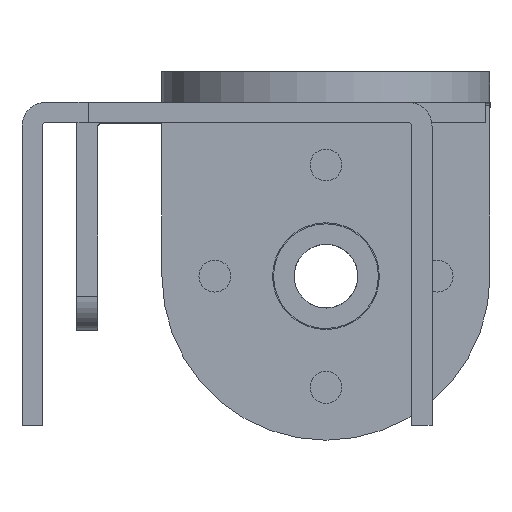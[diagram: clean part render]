
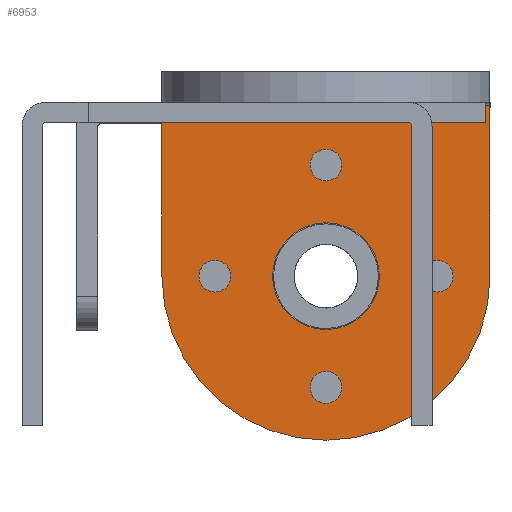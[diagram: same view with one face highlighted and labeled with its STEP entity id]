
A CAD part, front view. The second image highlights one B-rep face of the part: STEP entity #6953.
In plain terms, the highlighted face is planar.
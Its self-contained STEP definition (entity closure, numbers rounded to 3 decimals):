
#92 = EDGE_CURVE ( 'NONE', #5448, #2649, #7385, .T. ) ;
#140 = VECTOR ( 'NONE', #2789, 1000. ) ;
#159 = DIRECTION ( 'NONE',  ( 0., 0., -1. ) ) ;
#193 = FACE_BOUND ( 'NONE', #3520, .T. ) ;
#224 = CARTESIAN_POINT ( 'NONE',  ( -2.286, 6.985, 0. ) ) ;
#249 = ORIENTED_EDGE ( 'NONE', *, *, #6867, .T. ) ;
#285 = EDGE_LOOP ( 'NONE', ( #807, #2230, #4356, #7169 ) ) ;
#431 = CIRCLE ( 'NONE', #1482, 1.194 ) ;
#474 = AXIS2_PLACEMENT_3D ( 'NONE', #1852, #3099, #3686 ) ;
#648 = ORIENTED_EDGE ( 'NONE', *, *, #4632, .T. ) ;
#671 = DIRECTION ( 'NONE',  ( 0., 0., -1. ) ) ;
#676 = CIRCLE ( 'NONE', #6621, 1.194 ) ;
#807 = ORIENTED_EDGE ( 'NONE', *, *, #92, .F. ) ;
#876 = VERTEX_POINT ( 'NONE', #7817 ) ;
#1018 = VERTEX_POINT ( 'NONE', #8020 ) ;
#1026 = VERTEX_POINT ( 'NONE', #2367 ) ;
#1059 = ORIENTED_EDGE ( 'NONE', *, *, #7286, .T. ) ;
#1113 = DIRECTION ( 'NONE',  ( 0., 0., -1. ) ) ;
#1171 = CARTESIAN_POINT ( 'NONE',  ( -2.286, 15.316, -12.294 ) ) ;
#1185 = DIRECTION ( 'NONE',  ( 0., 0., -1. ) ) ;
#1265 = EDGE_CURVE ( 'NONE', #5873, #3493, #4578, .T. ) ;
#1366 = ORIENTED_EDGE ( 'NONE', *, *, #1265, .T. ) ;
#1367 = DIRECTION ( 'NONE',  ( 0., 0., -1. ) ) ;
#1390 = CIRCLE ( 'NONE', #4956, 1.194 ) ;
#1482 = AXIS2_PLACEMENT_3D ( 'NONE', #7416, #6120, #1185 ) ;
#1521 = FACE_BOUND ( 'NONE', #2197, .T. ) ;
#1528 = CARTESIAN_POINT ( 'NONE',  ( -2.286, 23.647, -1.194 ) ) ;
#1578 = DIRECTION ( 'NONE',  ( 1., 0., 0. ) ) ;
#1588 = CARTESIAN_POINT ( 'NONE',  ( -2.286, 2.54, -12.294 ) ) ;
#1685 = AXIS2_PLACEMENT_3D ( 'NONE', #6503, #7048, #1367 ) ;
#1852 = CARTESIAN_POINT ( 'NONE',  ( -2.286, 15.316, 0. ) ) ;
#1863 = AXIS2_PLACEMENT_3D ( 'NONE', #5364, #1578, #3538 ) ;
#1989 = ORIENTED_EDGE ( 'NONE', *, *, #7567, .T. ) ;
#1999 = DIRECTION ( 'NONE',  ( 0., 0., -1. ) ) ;
#2001 = CARTESIAN_POINT ( 'NONE',  ( -2.286, 15.316, 8.331 ) ) ;
#2163 = CIRCLE ( 'NONE', #6117, 12.294 ) ;
#2197 = EDGE_LOOP ( 'NONE', ( #3788, #249 ) ) ;
#2230 = ORIENTED_EDGE ( 'NONE', *, *, #3986, .T. ) ;
#2318 = AXIS2_PLACEMENT_3D ( 'NONE', #2548, #7611, #2594 ) ;
#2367 = CARTESIAN_POINT ( 'NONE',  ( -2.286, 15.316, 4. ) ) ;
#2376 = EDGE_LOOP ( 'NONE', ( #648, #7651 ) ) ;
#2476 = CARTESIAN_POINT ( 'NONE',  ( -2.286, 15.316, 0. ) ) ;
#2548 = CARTESIAN_POINT ( 'NONE',  ( -2.286, 15.316, 0. ) ) ;
#2594 = DIRECTION ( 'NONE',  ( 0., 0., -1. ) ) ;
#2649 = VERTEX_POINT ( 'NONE', #1171 ) ;
#2727 = FACE_BOUND ( 'NONE', #2376, .T. ) ;
#2786 = DIRECTION ( 'NONE',  ( 0., 1., 0. ) ) ;
#2787 = DIRECTION ( 'NONE',  ( 1., 0., 0. ) ) ;
#2789 = DIRECTION ( 'NONE',  ( 0., -1., 0. ) ) ;
#2947 = VERTEX_POINT ( 'NONE', #6594 ) ;
#3060 = VECTOR ( 'NONE', #2786, 1000. ) ;
#3099 = DIRECTION ( 'NONE',  ( 1., 0., 0. ) ) ;
#3223 = VECTOR ( 'NONE', #6595, 1000. ) ;
#3280 = DIRECTION ( 'NONE',  ( 1., 0., 0. ) ) ;
#3284 = CIRCLE ( 'NONE', #7785, 1.194 ) ;
#3413 = LINE ( 'NONE', #7932, #140 ) ;
#3459 = DIRECTION ( 'NONE',  ( 1., 0., 0. ) ) ;
#3493 = VERTEX_POINT ( 'NONE', #3768 ) ;
#3520 = EDGE_LOOP ( 'NONE', ( #1989, #7487 ) ) ;
#3538 = DIRECTION ( 'NONE',  ( 0., 0., -1. ) ) ;
#3542 = LINE ( 'NONE', #7978, #3223 ) ;
#3568 = CARTESIAN_POINT ( 'NONE',  ( -2.286, 0., -12.294 ) ) ;
#3686 = DIRECTION ( 'NONE',  ( 0., 0., -1. ) ) ;
#3768 = CARTESIAN_POINT ( 'NONE',  ( -2.286, 15.316, -7.137 ) ) ;
#3777 = CIRCLE ( 'NONE', #2318, 4. ) ;
#3788 = ORIENTED_EDGE ( 'NONE', *, *, #7372, .T. ) ;
#3809 = CIRCLE ( 'NONE', #1685, 1.194 ) ;
#3986 = EDGE_CURVE ( 'NONE', #5448, #876, #3542, .T. ) ;
#4053 = DIRECTION ( 'NONE',  ( 0., 0., -1. ) ) ;
#4115 = CIRCLE ( 'NONE', #1863, 1.194 ) ;
#4131 = DIRECTION ( 'NONE',  ( 0., 0., -1. ) ) ;
#4356 = ORIENTED_EDGE ( 'NONE', *, *, #6058, .F. ) ;
#4448 = VERTEX_POINT ( 'NONE', #6209 ) ;
#4462 = EDGE_CURVE ( 'NONE', #2649, #7074, #2163, .T. ) ;
#4525 = DIRECTION ( 'NONE',  ( 1., 0., 0. ) ) ;
#4573 = ORIENTED_EDGE ( 'NONE', *, *, #6561, .T. ) ;
#4578 = CIRCLE ( 'NONE', #8023, 1.194 ) ;
#4581 = AXIS2_PLACEMENT_3D ( 'NONE', #5257, #7238, #4053 ) ;
#4632 = EDGE_CURVE ( 'NONE', #5037, #7436, #431, .T. ) ;
#4668 = FACE_BOUND ( 'NONE', #5062, .T. ) ;
#4748 = FACE_OUTER_BOUND ( 'NONE', #285, .T. ) ;
#4789 = CARTESIAN_POINT ( 'NONE',  ( -2.286, 15.316, 12.294 ) ) ;
#4823 = CARTESIAN_POINT ( 'NONE',  ( -2.286, 23.647, 1.194 ) ) ;
#4827 = ORIENTED_EDGE ( 'NONE', *, *, #6102, .T. ) ;
#4956 = AXIS2_PLACEMENT_3D ( 'NONE', #224, #3459, #5289 ) ;
#5037 = VERTEX_POINT ( 'NONE', #1528 ) ;
#5062 = EDGE_LOOP ( 'NONE', ( #4573, #1059 ) ) ;
#5257 = CARTESIAN_POINT ( 'NONE',  ( -2.286, 15.316, 0. ) ) ;
#5289 = DIRECTION ( 'NONE',  ( 0., 0., -1. ) ) ;
#5364 = CARTESIAN_POINT ( 'NONE',  ( -2.286, 15.316, -8.331 ) ) ;
#5448 = VERTEX_POINT ( 'NONE', #1588 ) ;
#5873 = VERTEX_POINT ( 'NONE', #7684 ) ;
#5899 = EDGE_CURVE ( 'NONE', #2947, #6713, #676, .T. ) ;
#5954 = CARTESIAN_POINT ( 'NONE',  ( -2.286, 6.985, 0. ) ) ;
#5973 = EDGE_LOOP ( 'NONE', ( #1366, #4827 ) ) ;
#5994 = PLANE ( 'NONE',  #4581 ) ;
#6036 = AXIS2_PLACEMENT_3D ( 'NONE', #5954, #6533, #4131 ) ;
#6058 = EDGE_CURVE ( 'NONE', #7074, #876, #3413, .T. ) ;
#6090 = VERTEX_POINT ( 'NONE', #7258 ) ;
#6102 = EDGE_CURVE ( 'NONE', #3493, #5873, #4115, .T. ) ;
#6117 = AXIS2_PLACEMENT_3D ( 'NONE', #2476, #8124, #1113 ) ;
#6120 = DIRECTION ( 'NONE',  ( 1., 0., 0. ) ) ;
#6164 = CARTESIAN_POINT ( 'NONE',  ( -2.286, 15.316, 7.137 ) ) ;
#6166 = CIRCLE ( 'NONE', #6036, 1.194 ) ;
#6209 = CARTESIAN_POINT ( 'NONE',  ( -2.286, 15.316, -4.001 ) ) ;
#6503 = CARTESIAN_POINT ( 'NONE',  ( -2.286, 15.316, 8.331 ) ) ;
#6533 = DIRECTION ( 'NONE',  ( 1., 0., 0. ) ) ;
#6561 = EDGE_CURVE ( 'NONE', #4448, #1026, #7498, .T. ) ;
#6594 = CARTESIAN_POINT ( 'NONE',  ( -2.286, 15.316, 9.525 ) ) ;
#6595 = DIRECTION ( 'NONE',  ( 0., 0., 1. ) ) ;
#6621 = AXIS2_PLACEMENT_3D ( 'NONE', #2001, #4525, #671 ) ;
#6713 = VERTEX_POINT ( 'NONE', #6164 ) ;
#6867 = EDGE_CURVE ( 'NONE', #6090, #1018, #6166, .T. ) ;
#6953 = ADVANCED_FACE ( 'NONE', ( #4668, #193, #2727, #7195, #1521, #4748 ), #5994, .F. ) ;
#7048 = DIRECTION ( 'NONE',  ( 1., 0., 0. ) ) ;
#7053 = CARTESIAN_POINT ( 'NONE',  ( -2.286, 15.316, -8.331 ) ) ;
#7074 = VERTEX_POINT ( 'NONE', #4789 ) ;
#7125 = CARTESIAN_POINT ( 'NONE',  ( -2.286, 23.647, 0. ) ) ;
#7169 = ORIENTED_EDGE ( 'NONE', *, *, #4462, .F. ) ;
#7195 = FACE_BOUND ( 'NONE', #5973, .T. ) ;
#7238 = DIRECTION ( 'NONE',  ( 1., 0., 0. ) ) ;
#7258 = CARTESIAN_POINT ( 'NONE',  ( -2.286, 6.985, 1.194 ) ) ;
#7286 = EDGE_CURVE ( 'NONE', #1026, #4448, #3777, .T. ) ;
#7372 = EDGE_CURVE ( 'NONE', #1018, #6090, #1390, .T. ) ;
#7385 = LINE ( 'NONE', #3568, #3060 ) ;
#7416 = CARTESIAN_POINT ( 'NONE',  ( -2.286, 23.647, 0. ) ) ;
#7436 = VERTEX_POINT ( 'NONE', #4823 ) ;
#7487 = ORIENTED_EDGE ( 'NONE', *, *, #5899, .T. ) ;
#7498 = CIRCLE ( 'NONE', #474, 4. ) ;
#7567 = EDGE_CURVE ( 'NONE', #6713, #2947, #3809, .T. ) ;
#7611 = DIRECTION ( 'NONE',  ( 1., 0., 0. ) ) ;
#7651 = ORIENTED_EDGE ( 'NONE', *, *, #7667, .T. ) ;
#7667 = EDGE_CURVE ( 'NONE', #7436, #5037, #3284, .T. ) ;
#7684 = CARTESIAN_POINT ( 'NONE',  ( -2.286, 15.316, -9.525 ) ) ;
#7785 = AXIS2_PLACEMENT_3D ( 'NONE', #7125, #3280, #159 ) ;
#7817 = CARTESIAN_POINT ( 'NONE',  ( -2.286, 2.54, 12.294 ) ) ;
#7932 = CARTESIAN_POINT ( 'NONE',  ( -2.286, 15.316, 12.294 ) ) ;
#7978 = CARTESIAN_POINT ( 'NONE',  ( -2.286, 2.54, 12.294 ) ) ;
#8020 = CARTESIAN_POINT ( 'NONE',  ( -2.286, 6.985, -1.194 ) ) ;
#8023 = AXIS2_PLACEMENT_3D ( 'NONE', #7053, #2787, #1999 ) ;
#8124 = DIRECTION ( 'NONE',  ( 1., 0., 0. ) ) ;
